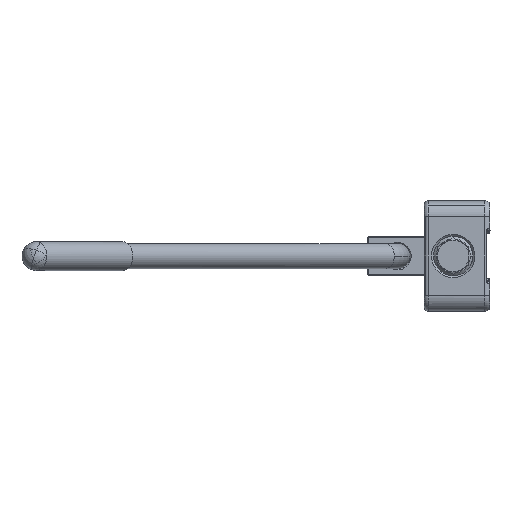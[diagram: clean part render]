
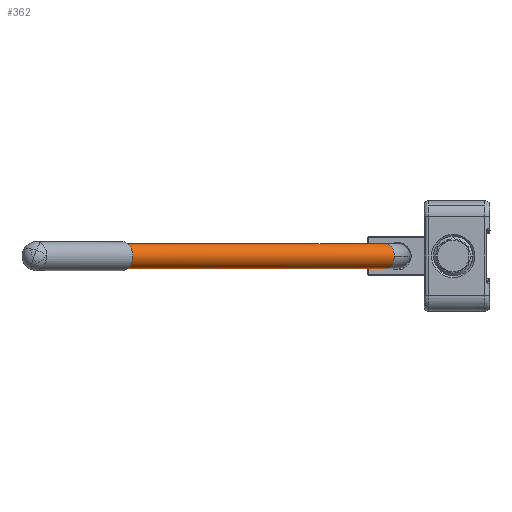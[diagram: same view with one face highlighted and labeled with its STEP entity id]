
A CAD part, left-side view. The second image highlights one B-rep face of the part: STEP entity #362.
In plain terms, the highlighted cylindrical face has radius 9.5 mm (diameter 19 mm), a partial arc.
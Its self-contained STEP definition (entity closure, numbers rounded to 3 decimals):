
#337=AXIS2_PLACEMENT_3D('Cylinder Axis2P3D',#334,#335,#336) ;
#341=AXIS2_PLACEMENT_3D('Circle Axis2P3D',#339,#340,$) ;
#137=CARTESIAN_POINT('Vertex',(-217.526,280.873,-9.65)) ;
#141=CARTESIAN_POINT('Control Point',(-224.005,273.926,-0.15)) ;
#142=CARTESIAN_POINT('Control Point',(-224.005,273.926,-1.056)) ;
#143=CARTESIAN_POINT('Control Point',(-223.931,274.005,-1.962)) ;
#144=CARTESIAN_POINT('Control Point',(-223.784,274.163,-2.851)) ;
#145=CARTESIAN_POINT('Control Point',(-223.347,274.63,-4.56)) ;
#146=CARTESIAN_POINT('Control Point',(-222.649,275.379,-6.07)) ;
#147=CARTESIAN_POINT('Control Point',(-222.24,275.818,-6.761)) ;
#148=CARTESIAN_POINT('Control Point',(-221.318,276.807,-7.986)) ;
#149=CARTESIAN_POINT('Control Point',(-220.225,277.979,-8.858)) ;
#150=CARTESIAN_POINT('Control Point',(-219.645,278.601,-9.196)) ;
#151=CARTESIAN_POINT('Control Point',(-218.866,279.436,-9.499)) ;
#152=CARTESIAN_POINT('Control Point',(-218.071,280.289,-9.622)) ;
#153=CARTESIAN_POINT('Control Point',(-217.889,280.484,-9.641)) ;
#154=CARTESIAN_POINT('Control Point',(-217.707,280.679,-9.65)) ;
#155=CARTESIAN_POINT('Control Point',(-217.526,280.873,-9.65)) ;
#156=CARTESIAN_POINT('Vertex',(-224.005,273.926,-0.15)) ;
#160=CARTESIAN_POINT('Control Point',(-217.526,280.873,9.35)) ;
#161=CARTESIAN_POINT('Control Point',(-217.962,280.406,9.35)) ;
#162=CARTESIAN_POINT('Control Point',(-218.398,279.938,9.296)) ;
#163=CARTESIAN_POINT('Control Point',(-218.83,279.475,9.189)) ;
#164=CARTESIAN_POINT('Control Point',(-219.854,278.377,8.801)) ;
#165=CARTESIAN_POINT('Control Point',(-220.807,277.354,8.117)) ;
#166=CARTESIAN_POINT('Control Point',(-221.331,276.793,7.619)) ;
#167=CARTESIAN_POINT('Control Point',(-222.287,275.768,6.451)) ;
#168=CARTESIAN_POINT('Control Point',(-223.029,274.972,4.986)) ;
#169=CARTESIAN_POINT('Control Point',(-223.338,274.64,4.192)) ;
#170=CARTESIAN_POINT('Control Point',(-223.722,274.228,2.857)) ;
#171=CARTESIAN_POINT('Control Point',(-223.928,274.008,1.446)) ;
#172=CARTESIAN_POINT('Control Point',(-223.979,273.953,0.916)) ;
#173=CARTESIAN_POINT('Control Point',(-224.005,273.926,0.383)) ;
#174=CARTESIAN_POINT('Control Point',(-224.005,273.926,-0.15)) ;
#175=CARTESIAN_POINT('Vertex',(-217.526,280.873,9.35)) ;
#296=CARTESIAN_POINT('Line Origine',(11.228,67.558,9.35)) ;
#300=CARTESIAN_POINT('Vertex',(-2.939,80.768,9.35)) ;
#317=CARTESIAN_POINT('Vertex',(-2.939,80.768,-9.65)) ;
#320=CARTESIAN_POINT('Line Origine',(11.228,67.558,-9.65)) ;
#334=CARTESIAN_POINT('Axis2P3D Location',(11.228,67.558,-0.15)) ;
#339=CARTESIAN_POINT('Axis2P3D Location',(-2.939,80.768,-0.15)) ;
#343=CARTESIAN_POINT('Vertex',(-9.418,73.82,-0.15)) ;
#347=CARTESIAN_POINT('Control Point',(-2.939,80.768,9.35)) ;
#348=CARTESIAN_POINT('Control Point',(-4.974,78.586,9.35)) ;
#349=CARTESIAN_POINT('Control Point',(-7.012,76.401,8.181)) ;
#350=CARTESIAN_POINT('Control Point',(-8.621,74.675,5.822)) ;
#351=CARTESIAN_POINT('Control Point',(-9.418,73.82,2.835)) ;
#352=CARTESIAN_POINT('Control Point',(-9.418,73.82,-0.15)) ;
#297=DIRECTION('Vector Direction',(-0.731,0.682,0.)) ;
#321=DIRECTION('Vector Direction',(-0.731,0.682,0.)) ;
#335=DIRECTION('Axis2P3D Direction',(-0.731,0.682,0.)) ;
#336=DIRECTION('Axis2P3D XDirection',(0.,0.,-1.)) ;
#340=DIRECTION('Axis2P3D Direction',(-0.731,0.682,0.)) ;
#298=VECTOR('Line Direction',#297,1.) ;
#322=VECTOR('Line Direction',#321,1.) ;
#355=ORIENTED_EDGE('',*,*,#324,.T.) ;
#356=ORIENTED_EDGE('',*,*,#345,.F.) ;
#357=ORIENTED_EDGE('',*,*,#353,.F.) ;
#358=ORIENTED_EDGE('',*,*,#302,.T.) ;
#359=ORIENTED_EDGE('',*,*,#177,.F.) ;
#360=ORIENTED_EDGE('',*,*,#158,.F.) ;
#362=ADVANCED_FACE('SCHUBSTANGENSPANNER_TS_P_5000_90L_357892',(#361),#338,.T.) ;
#140=B_SPLINE_CURVE_WITH_KNOTS('',5,(#141,#142,#143,#144,#145,#146,#147,#148,#149,#150,#151,#152,#153,#154,#155),.UNSPECIFIED.,.F.,.U.,(6,3,3,3,6),(0.,6.406,12.812,19.219,21.104),.UNSPECIFIED.) ;
#159=B_SPLINE_CURVE_WITH_KNOTS('',5,(#160,#161,#162,#163,#164,#165,#166,#167,#168,#169,#170,#171,#172,#173,#174),.UNSPECIFIED.,.F.,.U.,(6,3,3,3,6),(21.104,25.625,32.031,38.437,42.207),.UNSPECIFIED.) ;
#346=B_SPLINE_CURVE_WITH_KNOTS('',5,(#347,#348,#349,#350,#351,#352),.UNSPECIFIED.,.F.,.U.,(6,6),(-7.461,7.461),.UNSPECIFIED.) ;
#342=CIRCLE('generated circle',#341,9.5) ;
#338=CYLINDRICAL_SURFACE('generated cylinder',#337,9.5) ;
#158=EDGE_CURVE('',#138,#157,#140,.F.) ;
#177=EDGE_CURVE('',#157,#176,#159,.F.) ;
#302=EDGE_CURVE('',#301,#176,#299,.T.) ;
#324=EDGE_CURVE('',#138,#318,#323,.F.) ;
#345=EDGE_CURVE('',#344,#318,#342,.F.) ;
#353=EDGE_CURVE('',#301,#344,#346,.T.) ;
#354=EDGE_LOOP('',(#355,#356,#357,#358,#359,#360)) ;
#361=FACE_OUTER_BOUND('',#354,.T.) ;
#299=LINE('Line',#296,#298) ;
#323=LINE('Line',#320,#322) ;
#138=VERTEX_POINT('',#137) ;
#157=VERTEX_POINT('',#156) ;
#176=VERTEX_POINT('',#175) ;
#301=VERTEX_POINT('',#300) ;
#318=VERTEX_POINT('',#317) ;
#344=VERTEX_POINT('',#343) ;
